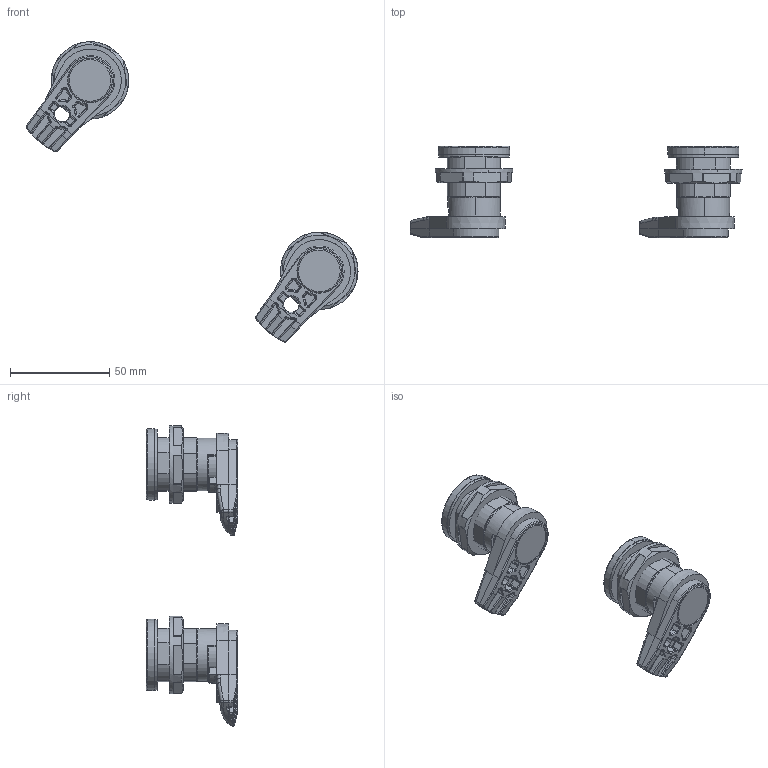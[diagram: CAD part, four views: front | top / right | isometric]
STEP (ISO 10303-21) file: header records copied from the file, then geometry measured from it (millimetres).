
FILE_DESCRIPTION (( 'STEP AP214' ), '1' );
FILE_NAME ('21610007.STEP', '2008-11-13T11:03:07', ( ' ' ), ( '' ), 'SwSTEP 2.0', 'SolidWorks 2008', '' );
FILE_SCHEMA (( 'AUTOMOTIVE_DESIGN' ));
Length unit declared in the file: millimetre
Products named in the file (15): 94304_Standard; 94309_Standard; 94070_Vorspannung; 82169_Standard; 84100_Standard; 94317_Standard; 08020921_Standard; 94301_Standard; 82201_Standard; 51103_Standard; 21610007; 83025_Standard; 93271_Standard; 94350_Standard
Assembly tree (30 placements, depth 4):
  21610007
    51103_Standard  x2
      94070_Vorspannung
      94309_Standard
      94317_Standard
        84100_Standard
        94317_Standard
      82169_Standard
      94301_Standard
    94304_Standard  x2
    94350_Standard  x2
    93271_Standard  x2
    82201_Standard  x2
    83025_Standard  x2
    08020921_Standard  x2
Bounding box: 167.08 x 46 x 151.28 mm (x, y, z)
Volume: 69993.3 mm3; surface area: 58858 mm2
Topology: 42 solids, 42 shells, 1504 faces, 3454 edges, 1948 vertices
Faces by surface type: cylinder 414, plane 336, bspline 288, torus 212, cone 192, sphere 62
Entity records: 22473 total; most frequent: CARTESIAN_POINT 7394, ORIENTED_EDGE 3072, DIRECTION 3000, EDGE_CURVE 1536, AXIS2_PLACEMENT_3D 1259, VERTEX_POINT 902, EDGE_LOOP 730, ADVANCED_FACE 684
